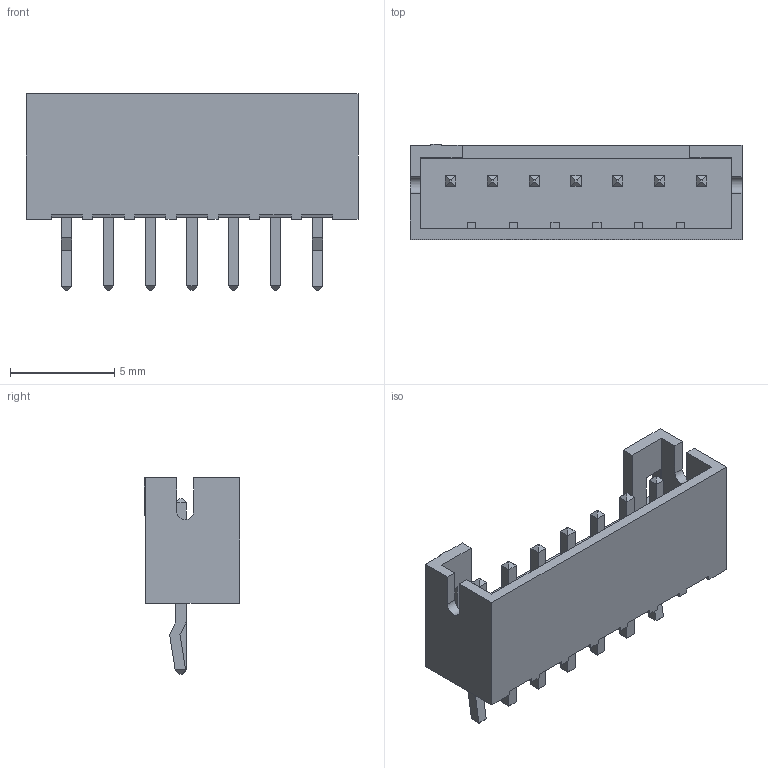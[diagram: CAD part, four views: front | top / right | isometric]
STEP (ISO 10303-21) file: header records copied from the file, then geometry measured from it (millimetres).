
FILE_DESCRIPTION(/* description */ ('model of JST_PH_B7B-PH-K_07x2.00mm_Straight.'),/* implementation_level */ FILE_NAME(/* name */ 'JST_PH_B7B-PH-K_07x2.00mm_Straight..stp',/* time_stamp */ '2017-07-06T00:05:10',/* author */ ('Rene Poeschl',''),/* organization */ (''),/* preprocessor_version */ '',/* originating_system */ '',/* authorisation */ '');
FILE_NAME(/* name */ 'JST_PH_B7B-PH-K_07x2.00mm_Straight..stp',/* time_stamp */ '2017-07-06T00:05:10',/* author */ ('Rene Poeschl',''),/* organization */ (''),/* preprocessor_version */ '',/* originating_system */ '',/* authorisation */ '');
FILE_SCHEMA(('AUTOMOTIVE_DESIGN_CC2 { 1 2 10303 214 -1 1 5 4 }'));
Length unit declared in the file: millimetre
Products named in the file (1): B07B_PH_K
Bounding box: 15.9 x 4.55 x 9.4 mm (x, y, z)
Volume: 193.5 mm3; surface area: 559.8 mm2
Topology: 1 solids, 1 shells, 233 faces, 606 edges, 388 vertices
Faces by surface type: plane 231, cylinder 2
Entity records: 8572 total; most frequent: CARTESIAN_POINT 1228, ORIENTED_EDGE 1212, DIRECTION 1078, EDGE_CURVE 606, LINE 602, VECTOR 602, VERTEX_POINT 388, FACE_BOUND 250
